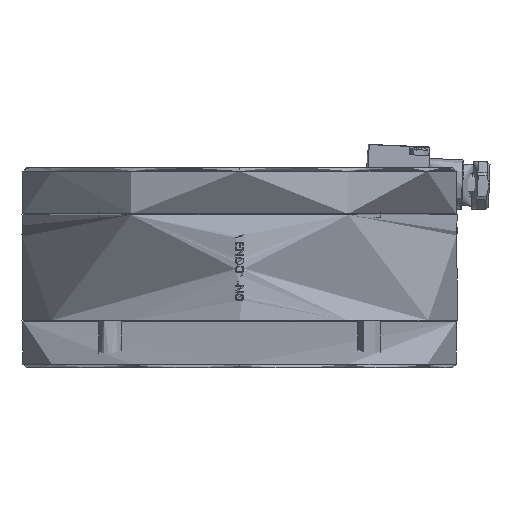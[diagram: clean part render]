
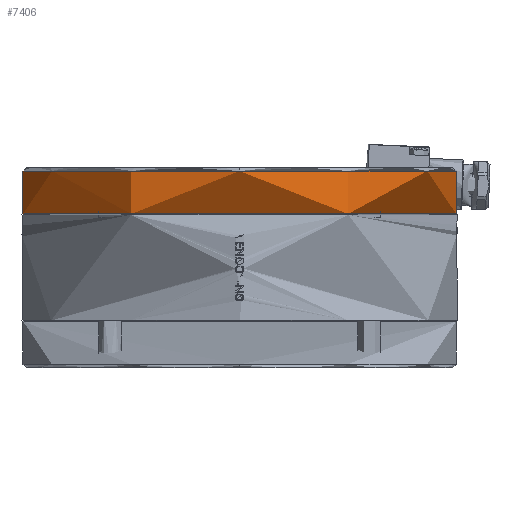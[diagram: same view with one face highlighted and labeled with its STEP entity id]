
A CAD part, front view. The second image highlights one B-rep face of the part: STEP entity #7406.
In plain terms, the highlighted cylindrical face has radius 65 mm (diameter 130 mm), a partial arc.
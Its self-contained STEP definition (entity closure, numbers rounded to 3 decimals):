
#1576 = DIRECTION ( 'NONE',  ( 0., 0., 1. ) ) ;
#1910 = AXIS2_PLACEMENT_3D ( 'NONE', #8250, #31904, #11754 ) ;
#2042 = CYLINDRICAL_SURFACE ( 'NONE', #15952, 65. ) ;
#6154 = ORIENTED_EDGE ( 'NONE', *, *, #15953, .T. ) ;
#6174 = VECTOR ( 'NONE', #33943, 1000. ) ;
#6944 = VECTOR ( 'NONE', #41022, 1000. ) ;
#7143 = EDGE_CURVE ( 'NONE', #7896, #36976, #15001, .T. ) ;
#7406 = ADVANCED_FACE ( 'NONE', ( #20244 ), #2042, .T. ) ;
#7672 = VERTEX_POINT ( 'NONE', #26367 ) ;
#7673 = DIRECTION ( 'NONE',  ( 0., 0., 1. ) ) ;
#7896 = VERTEX_POINT ( 'NONE', #14581 ) ;
#8250 = CARTESIAN_POINT ( 'NONE',  ( 0., -155.5, 29. ) ) ;
#8713 = DIRECTION ( 'NONE',  ( 0., 0., -1. ) ) ;
#11754 = DIRECTION ( 'NONE',  ( 0., -1., 0. ) ) ;
#11811 = CIRCLE ( 'NONE', #1910, 65. ) ;
#12170 = CARTESIAN_POINT ( 'NONE',  ( 65., -155.5, 16.1 ) ) ;
#13627 = AXIS2_PLACEMENT_3D ( 'NONE', #22035, #1576, #25402 ) ;
#14581 = CARTESIAN_POINT ( 'NONE',  ( -65., -155.5, 29. ) ) ;
#15001 = LINE ( 'NONE', #37657, #6944 ) ;
#15285 = LINE ( 'NONE', #20461, #6174 ) ;
#15621 = CARTESIAN_POINT ( 'NONE',  ( 0., -155.5, 30. ) ) ;
#15952 = AXIS2_PLACEMENT_3D ( 'NONE', #15621, #8713, #18988 ) ;
#15953 = EDGE_CURVE ( 'NONE', #36976, #15991, #22189, .T. ) ;
#15991 = VERTEX_POINT ( 'NONE', #12170 ) ;
#17461 = EDGE_LOOP ( 'NONE', ( #20469, #24106, #31466, #28999, #6154 ) ) ;
#18988 = DIRECTION ( 'NONE',  ( -1., 0., 0. ) ) ;
#20244 = FACE_OUTER_BOUND ( 'NONE', #17461, .T. ) ;
#20461 = CARTESIAN_POINT ( 'NONE',  ( 65., -155.5, 30. ) ) ;
#20469 = ORIENTED_EDGE ( 'NONE', *, *, #41893, .F. ) ;
#22035 = CARTESIAN_POINT ( 'NONE',  ( 0., -155.5, 16.1 ) ) ;
#22189 = CIRCLE ( 'NONE', #13627, 65. ) ;
#22366 = CARTESIAN_POINT ( 'NONE',  ( 65., -155.5, 29. ) ) ;
#23329 = CARTESIAN_POINT ( 'NONE',  ( -65., -155.5, 16.1 ) ) ;
#24106 = ORIENTED_EDGE ( 'NONE', *, *, #38878, .F. ) ;
#25402 = DIRECTION ( 'NONE',  ( -1., 0., 0. ) ) ;
#26367 = CARTESIAN_POINT ( 'NONE',  ( 0., -220.5, 29. ) ) ;
#27938 = CARTESIAN_POINT ( 'NONE',  ( 0., -155.5, 29. ) ) ;
#28999 = ORIENTED_EDGE ( 'NONE', *, *, #7143, .T. ) ;
#30002 = VERTEX_POINT ( 'NONE', #22366 ) ;
#31323 = DIRECTION ( 'NONE',  ( 0., -1., 0. ) ) ;
#31466 = ORIENTED_EDGE ( 'NONE', *, *, #38794, .F. ) ;
#31904 = DIRECTION ( 'NONE',  ( 0., 0., 1. ) ) ;
#32342 = AXIS2_PLACEMENT_3D ( 'NONE', #27938, #7673, #31323 ) ;
#33904 = CIRCLE ( 'NONE', #32342, 65. ) ;
#33943 = DIRECTION ( 'NONE',  ( 0., 0., -1. ) ) ;
#36976 = VERTEX_POINT ( 'NONE', #23329 ) ;
#37657 = CARTESIAN_POINT ( 'NONE',  ( -65., -155.5, 30. ) ) ;
#38794 = EDGE_CURVE ( 'NONE', #7896, #7672, #33904, .T. ) ;
#38878 = EDGE_CURVE ( 'NONE', #7672, #30002, #11811, .T. ) ;
#41022 = DIRECTION ( 'NONE',  ( 0., 0., -1. ) ) ;
#41893 = EDGE_CURVE ( 'NONE', #30002, #15991, #15285, .T. ) ;
